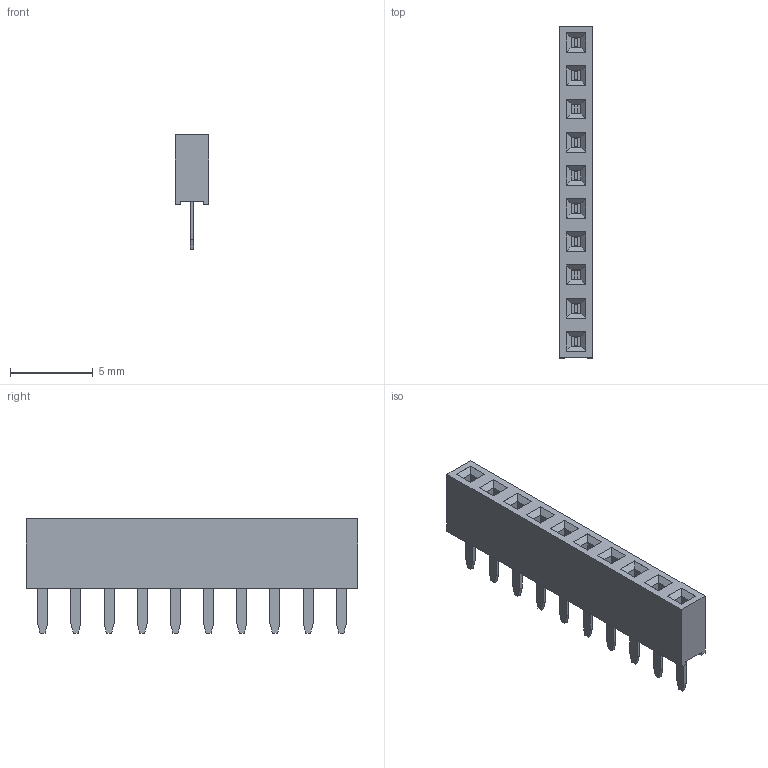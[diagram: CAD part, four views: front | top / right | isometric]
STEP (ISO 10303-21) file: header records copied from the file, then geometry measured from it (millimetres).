
FILE_DESCRIPTION(/* description */ (''),/* implementation_level */ '2;1');
FILE_NAME(/* name */ 'PinSocket_1x10_P2.00mm_pour_XBEE_AG v1.step',/* time_stamp */ '2020-05-25T20:36:07-04:00',/* author */ (''),/* organization */ (''),/* preprocessor_version */ 'ST-DEVELOPER v18.1',/* originating_system */ 'Autodesk Translation Framework v9.3.0.1241',/* authorisation */ '');
FILE_SCHEMA (('AUTOMOTIVE_DESIGN { 1 0 10303 214 3 1 1 }'));
Length unit declared in the file: millimetre
Products named in the file (1): PinSocket_1x10_P2.00mm_pour_XBEE_AG
Bounding box: 2 x 20 x 6.9 mm (x, y, z)
Volume: 153.4 mm3; surface area: 399.2 mm2
Topology: 1 solids, 1 shells, 320 faces, 824 edges, 536 vertices
Faces by surface type: plane 320
Entity records: 9835 total; most frequent: CARTESIAN_POINT 1681, ORIENTED_EDGE 1648, DIRECTION 1466, LINE 824, VECTOR 824, EDGE_CURVE 824, VERTEX_POINT 536, EDGE_LOOP 350
